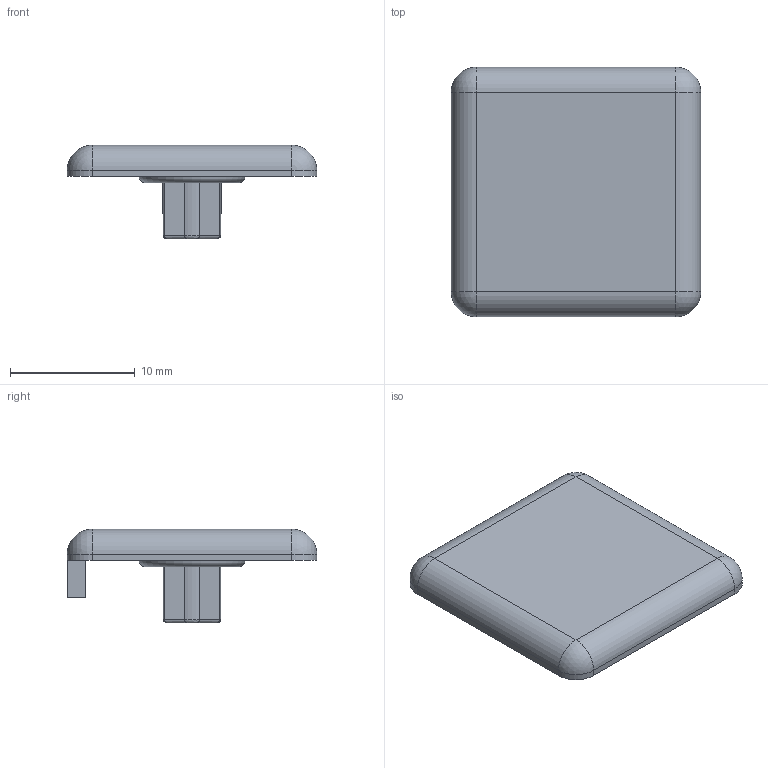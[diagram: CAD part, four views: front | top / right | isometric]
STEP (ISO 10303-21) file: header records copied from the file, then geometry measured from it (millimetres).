
FILE_DESCRIPTION (( 'STEP AP203' ), '1' );
FILE_NAME ('084.201.080.STEP', '2018-03-26T08:45:21', ( 'Utente' ), ( '' ), 'SwSTEP 2.0', 'SolidWorks 2016', '' );
FILE_SCHEMA (( 'CONFIG_CONTROL_DESIGN' ));
Length unit declared in the file: millimetre
Products named in the file (1): 084.201.080
Bounding box: 20 x 20 x 7.5 mm (x, y, z)
Volume: 879.1 mm3; surface area: 1120.6 mm2
Topology: 1 solids, 1 shells, 60 faces, 146 edges, 86 vertices
Faces by surface type: cylinder 26, plane 24, torus 6, sphere 4
Full cylindrical faces by diameter (mm): 6.5 x1, 8.5 x1
Entity records: 1771 total; most frequent: CARTESIAN_POINT 335, DIRECTION 288, ORIENTED_EDGE 274, EDGE_CURVE 137, AXIS2_PLACEMENT_3D 102, VERTEX_POINT 85, LINE 84, VECTOR 84
